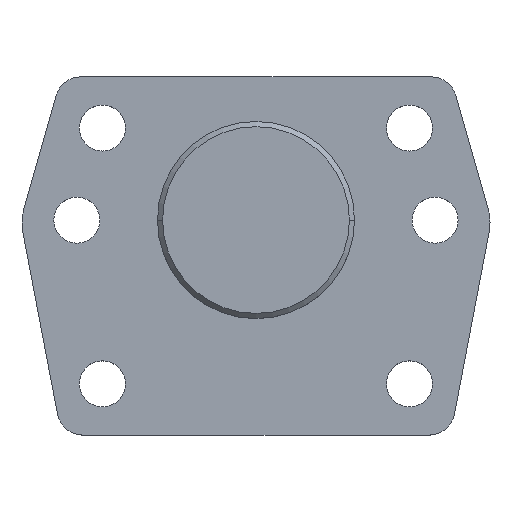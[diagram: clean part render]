
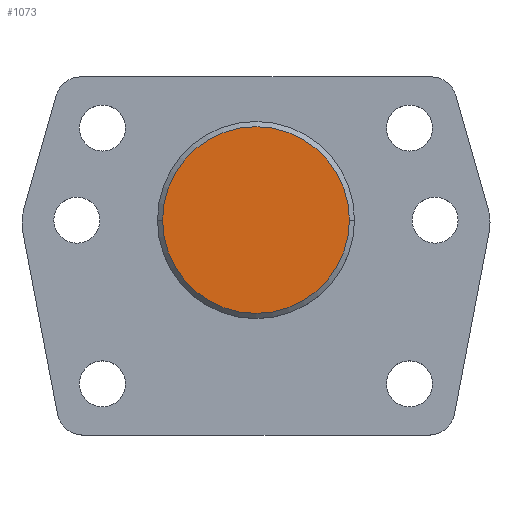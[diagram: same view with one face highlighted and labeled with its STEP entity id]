
A CAD part, top view. The second image highlights one B-rep face of the part: STEP entity #1073.
In plain terms, the highlighted planar face has unit normal (0, 0, 1).
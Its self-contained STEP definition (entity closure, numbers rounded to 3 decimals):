
#70 = DIRECTION ( 'NONE',  ( 0., 0., 1. ) ) ;
#114 = AXIS2_PLACEMENT_3D ( 'NONE', #575, #999, #1110 ) ;
#154 = DIRECTION ( 'NONE',  ( 0., 0., 1. ) ) ;
#168 = DIRECTION ( 'NONE',  ( 1., 0., 0. ) ) ;
#178 = VERTEX_POINT ( 'NONE', #1203 ) ;
#202 = ORIENTED_EDGE ( 'NONE', *, *, #1063, .T. ) ;
#343 = DIRECTION ( 'NONE',  ( 1., 0., 0. ) ) ;
#364 = CARTESIAN_POINT ( 'NONE',  ( 0., 0., 13. ) ) ;
#370 = EDGE_LOOP ( 'NONE', ( #1220, #202 ) ) ;
#575 = CARTESIAN_POINT ( 'NONE',  ( 0., 0., 13. ) ) ;
#603 = FACE_OUTER_BOUND ( 'NONE', #370, .T. ) ;
#883 = CARTESIAN_POINT ( 'NONE',  ( -18.25, 0., 13. ) ) ;
#899 = AXIS2_PLACEMENT_3D ( 'NONE', #1288, #154, #343 ) ;
#912 = CIRCLE ( 'NONE', #899, 18.25 ) ;
#992 = PLANE ( 'NONE',  #114 ) ;
#999 = DIRECTION ( 'NONE',  ( 0., 0., 1. ) ) ;
#1023 = EDGE_CURVE ( 'NONE', #1060, #178, #912, .T. ) ;
#1060 = VERTEX_POINT ( 'NONE', #883 ) ;
#1063 = EDGE_CURVE ( 'NONE', #178, #1060, #1134, .T. ) ;
#1073 = ADVANCED_FACE ( 'NONE', ( #603 ), #992, .T. ) ;
#1110 = DIRECTION ( 'NONE',  ( 1., 0., 0. ) ) ;
#1119 = AXIS2_PLACEMENT_3D ( 'NONE', #364, #70, #168 ) ;
#1134 = CIRCLE ( 'NONE', #1119, 18.25 ) ;
#1203 = CARTESIAN_POINT ( 'NONE',  ( 18.25, 0., 13. ) ) ;
#1220 = ORIENTED_EDGE ( 'NONE', *, *, #1023, .T. ) ;
#1288 = CARTESIAN_POINT ( 'NONE',  ( 0., 0., 13. ) ) ;
